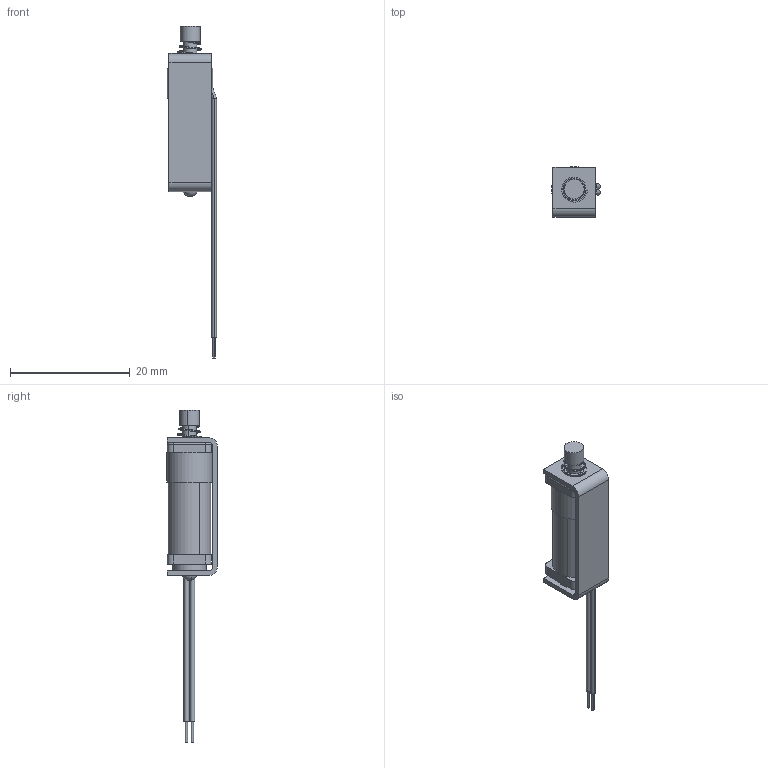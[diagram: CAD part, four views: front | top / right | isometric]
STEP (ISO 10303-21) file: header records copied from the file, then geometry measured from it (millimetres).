
FILE_DESCRIPTION (( 'STEP AP203' ), '1' );
FILE_NAME ('Nedap_Solenoid_01.STEP', '2009-02-26T03:49:39', ( 'ITservice' ), ( 'Delta ' ), 'SwSTEP 2.0', 'SolidWorks 2008', '' );
FILE_SCHEMA (( 'CONFIG_CONTROL_DESIGN' ));
Length unit declared in the file: millimetre
Products named in the file (11): Magnet_00; Stopper_01; Tape_00; Rivet; Nedap_Solenoid_01; Frame_00; Bobbin_00; Plunger_00; Spring_00; Coil_00; Cable
Assembly tree (11 placements, depth 2):
  Nedap_Solenoid_01
    Cable  x2
    Tape_00
    Coil_00
    Magnet_00
    Rivet
    Plunger_00
    Bobbin_00
    Stopper_01
    Spring_00
    Frame_00
Bounding box: 8.21 x 8.49 x 55.55 mm (x, y, z)
Volume: 1150.2 mm3; surface area: 2730.3 mm2
Topology: 11 solids, 11 shells, 130 faces, 274 edges, 175 vertices
Faces by surface type: cylinder 56, plane 48, cone 10, torus 10, bspline 6
Entity records: 5575 total; most frequent: CARTESIAN_POINT 1622, DIRECTION 658, ORIENTED_EDGE 512, AXIS2_PLACEMENT_3D 273, EDGE_CURVE 256, VERTEX_POINT 165, EDGE_LOOP 143, CIRCLE 142
